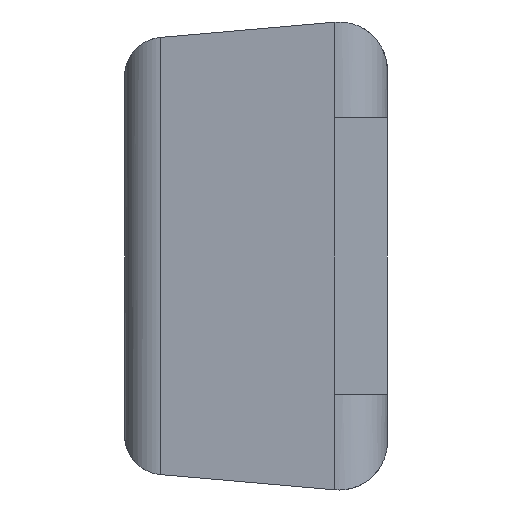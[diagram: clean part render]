
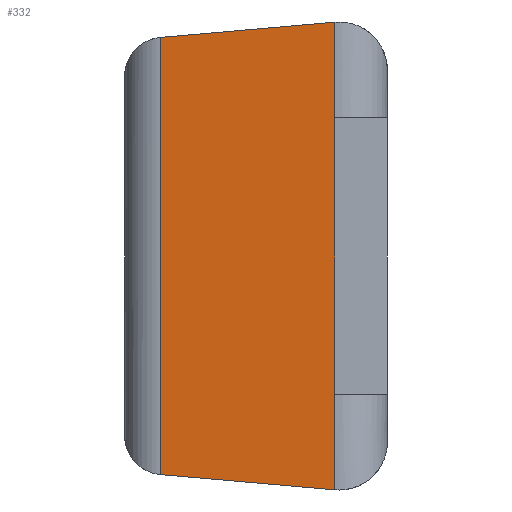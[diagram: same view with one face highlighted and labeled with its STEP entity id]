
A CAD part, left-side view. The second image highlights one B-rep face of the part: STEP entity #332.
In plain terms, the highlighted planar face has unit normal (-0.996, 0.087, 0).
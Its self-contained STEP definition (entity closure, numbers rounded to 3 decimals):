
#92 = DIRECTION ( 'NONE',  ( 0.087, 0.992, -0.087 ) ) ;
#97 = EDGE_CURVE ( 'NONE', #1102, #921, #1276, .T. ) ;
#116 = VERTEX_POINT ( 'NONE', #1019 ) ;
#139 = DIRECTION ( 'NONE',  ( 0., 0., 1. ) ) ;
#150 = CARTESIAN_POINT ( 'NONE',  ( -1.341, 0.863, 0.831 ) ) ;
#162 = VERTEX_POINT ( 'NONE', #348 ) ;
#201 = VERTEX_POINT ( 'NONE', #888 ) ;
#250 = ORIENTED_EDGE ( 'NONE', *, *, #479, .T. ) ;
#284 = ORIENTED_EDGE ( 'NONE', *, *, #1031, .T. ) ;
#289 = AXIS2_PLACEMENT_3D ( 'NONE', #556, #1487, #825 ) ;
#332 = ADVANCED_FACE ( 'NONE', ( #1529 ), #697, .F. ) ;
#346 = LINE ( 'NONE', #1236, #1702 ) ;
#348 = CARTESIAN_POINT ( 'NONE',  ( -1.399, 0.2, 0.525 ) ) ;
#367 = CARTESIAN_POINT ( 'NONE',  ( -1.328, 1.011, 0.818 ) ) ;
#385 = LINE ( 'NONE', #853, #1106 ) ;
#456 = DIRECTION ( 'NONE',  ( 0., 0., 1. ) ) ;
#460 = VERTEX_POINT ( 'NONE', #1703 ) ;
#479 = EDGE_CURVE ( 'NONE', #116, #162, #1147, .T. ) ;
#556 = CARTESIAN_POINT ( 'NONE',  ( -1.341, 0.863, -0.89 ) ) ;
#616 = CARTESIAN_POINT ( 'NONE',  ( -1.399, 0.2, 0.889 ) ) ;
#678 = VECTOR ( 'NONE', #1048, 1000. ) ;
#691 = ORIENTED_EDGE ( 'NONE', *, *, #97, .T. ) ;
#697 = PLANE ( 'NONE',  #289 ) ;
#775 = DIRECTION ( 'NONE',  ( 0., 0., 1. ) ) ;
#825 = DIRECTION ( 'NONE',  ( 0.087, 0.996, 0. ) ) ;
#853 = CARTESIAN_POINT ( 'NONE',  ( -1.399, 0.2, -0.89 ) ) ;
#888 = CARTESIAN_POINT ( 'NONE',  ( -1.341, 0.863, -0.831 ) ) ;
#921 = VERTEX_POINT ( 'NONE', #150 ) ;
#954 = VECTOR ( 'NONE', #92, 1000. ) ;
#962 = CARTESIAN_POINT ( 'NONE',  ( -1.341, 0.863, -0.89 ) ) ;
#967 = VECTOR ( 'NONE', #139, 1000. ) ;
#995 = EDGE_LOOP ( 'NONE', ( #997, #250, #284, #691, #1324, #1144 ) ) ;
#997 = ORIENTED_EDGE ( 'NONE', *, *, #1565, .T. ) ;
#1019 = CARTESIAN_POINT ( 'NONE',  ( -1.399, 0.2, -0.525 ) ) ;
#1031 = EDGE_CURVE ( 'NONE', #162, #1102, #385, .T. ) ;
#1039 = EDGE_CURVE ( 'NONE', #201, #460, #346, .T. ) ;
#1048 = DIRECTION ( 'NONE',  ( 0., 0., 1. ) ) ;
#1096 = VECTOR ( 'NONE', #775, 1000. ) ;
#1102 = VERTEX_POINT ( 'NONE', #616 ) ;
#1106 = VECTOR ( 'NONE', #456, 1000. ) ;
#1115 = LINE ( 'NONE', #962, #967 ) ;
#1144 = ORIENTED_EDGE ( 'NONE', *, *, #1039, .T. ) ;
#1147 = LINE ( 'NONE', #1699, #678 ) ;
#1231 = DIRECTION ( 'NONE',  ( -0.087, -0.992, -0.087 ) ) ;
#1236 = CARTESIAN_POINT ( 'NONE',  ( -1.342, 0.858, -0.832 ) ) ;
#1276 = LINE ( 'NONE', #367, #954 ) ;
#1324 = ORIENTED_EDGE ( 'NONE', *, *, #1471, .F. ) ;
#1434 = LINE ( 'NONE', #1558, #1096 ) ;
#1471 = EDGE_CURVE ( 'NONE', #201, #921, #1115, .T. ) ;
#1487 = DIRECTION ( 'NONE',  ( 0.996, -0.087, 0. ) ) ;
#1529 = FACE_OUTER_BOUND ( 'NONE', #995, .T. ) ;
#1558 = CARTESIAN_POINT ( 'NONE',  ( -1.399, 0.2, -0.89 ) ) ;
#1565 = EDGE_CURVE ( 'NONE', #460, #116, #1434, .T. ) ;
#1699 = CARTESIAN_POINT ( 'NONE',  ( -1.399, 0.2, -0.89 ) ) ;
#1702 = VECTOR ( 'NONE', #1231, 1000. ) ;
#1703 = CARTESIAN_POINT ( 'NONE',  ( -1.399, 0.2, -0.889 ) ) ;
